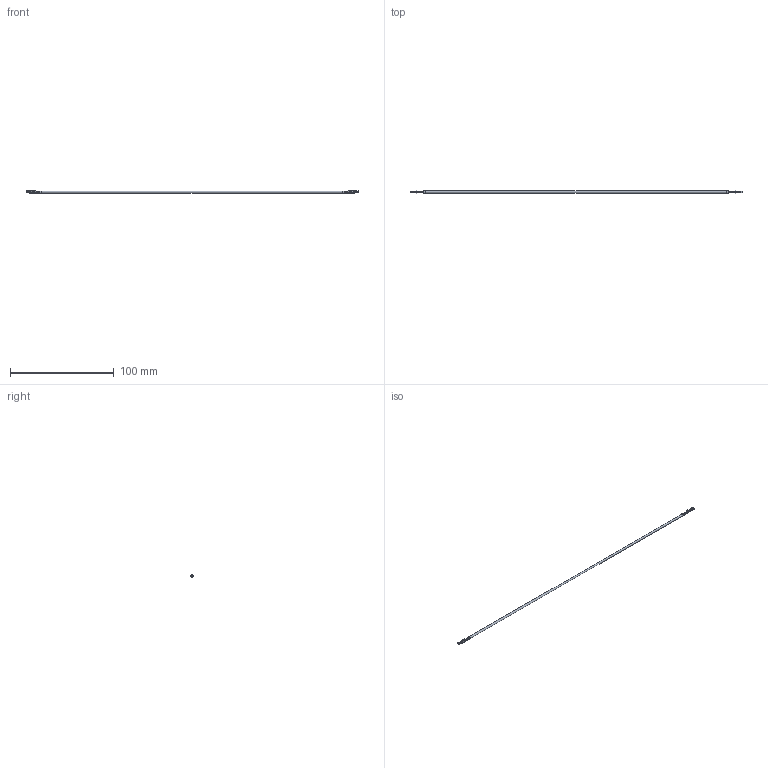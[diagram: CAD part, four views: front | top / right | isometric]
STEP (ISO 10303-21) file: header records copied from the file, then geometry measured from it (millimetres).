
FILE_DESCRIPTION(/* description */ ('Unknown'),/* implementation_level */ '2;1');
FILE_NAME(/* name */ '649649618030',/* time_stamp */ '2020-04-29T11:19:26+02:00',/* author */ ('Unknown'),/* organization */ ('Unknown'),/* preprocessor_version */ 'ST-DEVELOPER v16.7',/* originating_system */ 'DEX',/* authorisation */ $);
FILE_SCHEMA (('AUTOMOTIVE_DESIGN {1 0 10303 214 3 1 1}'));
Length unit declared in the file: millimetre
Products named in the file (4): 649649618030; Wire 18AWG Black; 64900613722DEC; 64900613722DEC_mir
Assembly tree (3 placements, depth 2):
  649649618030
    Wire 18AWG Black
    64900613722DEC
    64900613722DEC_mir
Bounding box: 320.6 x 3.2 x 2.75 mm (x, y, z)
Volume: 959 mm3; surface area: 2211.3 mm2
Topology: 3 solids, 3 shells, 463 faces, 1222 edges, 777 vertices
Faces by surface type: plane 288, cylinder 115, bspline 44, torus 16
Full cylindrical faces by diameter (mm): 0.35 x4, 0.5 x4, 1.21 x2, 2 x1
Entity records: 14879 total; most frequent: CARTESIAN_POINT 3719, ORIENTED_EDGE 2352, DIRECTION 2160, EDGE_CURVE 1176, VERTEX_POINT 758, AXIS2_PLACEMENT_3D 727, LINE 706, VECTOR 706
